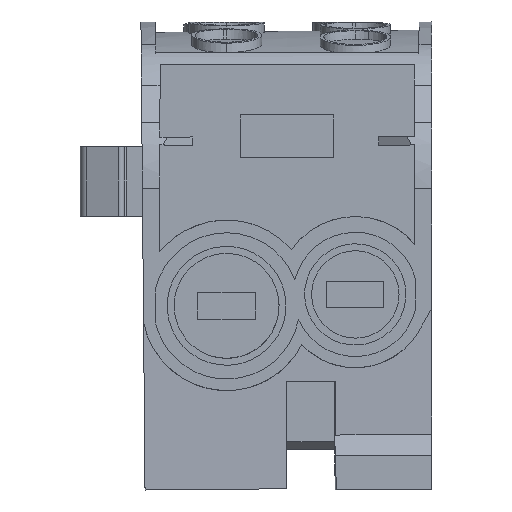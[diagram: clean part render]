
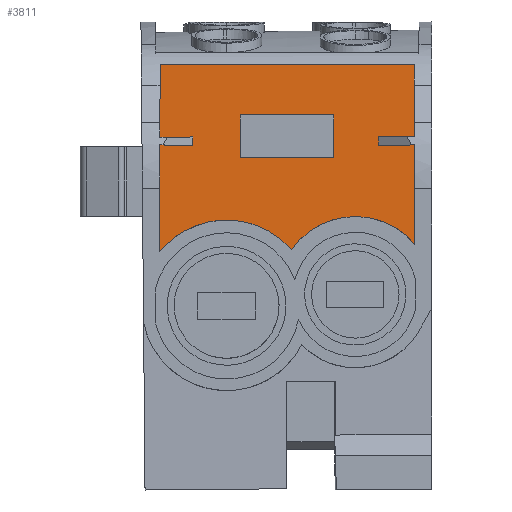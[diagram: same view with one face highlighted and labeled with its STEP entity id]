
A CAD part, front view. The second image highlights one B-rep face of the part: STEP entity #3811.
In plain terms, the highlighted planar face has unit normal (0, -1, 0).
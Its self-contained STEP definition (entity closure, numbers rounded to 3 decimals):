
#1475=AXIS2_PLACEMENT_3D('Circle Axis2P3D',#1473,#1474,$) ;
#1499=AXIS2_PLACEMENT_3D('Circle Axis2P3D',#1497,#1498,$) ;
#1524=AXIS2_PLACEMENT_3D('Circle Axis2P3D',#1522,#1523,$) ;
#3676=AXIS2_PLACEMENT_3D('Plane Axis2P3D',#3673,#3674,#3675) ;
#3680=AXIS2_PLACEMENT_3D('Circle Axis2P3D',#3678,#3679,$) ;
#1320=CARTESIAN_POINT('Line Origine',(40.,9.55,35.103)) ;
#1324=CARTESIAN_POINT('Vertex',(40.,9.55,31.003)) ;
#1326=CARTESIAN_POINT('Vertex',(40.,9.55,39.203)) ;
#1432=CARTESIAN_POINT('Vertex',(38.055,9.55,31.003)) ;
#1435=CARTESIAN_POINT('Line Origine',(38.055,9.55,29.494)) ;
#1439=CARTESIAN_POINT('Vertex',(38.055,9.55,27.986)) ;
#1470=CARTESIAN_POINT('Vertex',(24.039,9.55,27.33)) ;
#1473=CARTESIAN_POINT('Axis2P3D Location',(31.3,9.55,22.253)) ;
#1494=CARTESIAN_POINT('Vertex',(9.061,9.55,27.09)) ;
#1497=CARTESIAN_POINT('Axis2P3D Location',(16.65,9.55,20.953)) ;
#1522=CARTESIAN_POINT('Axis2P3D Location',(1616.117,9.55,34.332)) ;
#1526=CARTESIAN_POINT('Vertex',(9.053,9.55,39.26)) ;
#3673=CARTESIAN_POINT('Axis2P3D Location',(7.1,9.55,5.503)) ;
#3678=CARTESIAN_POINT('Axis2P3D Location',(-1571.941,9.55,34.323)) ;
#3682=CARTESIAN_POINT('Vertex',(38.048,9.55,39.203)) ;
#3684=CARTESIAN_POINT('Vertex',(38.047,9.55,39.26)) ;
#3687=CARTESIAN_POINT('Line Origine',(36.004,9.55,39.247)) ;
#3691=CARTESIAN_POINT('Vertex',(33.96,9.55,39.235)) ;
#3694=CARTESIAN_POINT('Line Origine',(33.96,9.55,39.713)) ;
#3698=CARTESIAN_POINT('Vertex',(33.96,9.55,40.192)) ;
#3701=CARTESIAN_POINT('Line Origine',(36.003,9.55,40.192)) ;
#3705=CARTESIAN_POINT('Vertex',(38.045,9.55,40.192)) ;
#3708=CARTESIAN_POINT('Line Origine',(38.024,9.55,44.33)) ;
#3712=CARTESIAN_POINT('Vertex',(38.003,9.55,48.468)) ;
#3715=CARTESIAN_POINT('Line Origine',(23.55,9.55,48.468)) ;
#3719=CARTESIAN_POINT('Vertex',(9.097,9.55,48.468)) ;
#3722=CARTESIAN_POINT('Line Origine',(9.076,9.55,44.307)) ;
#3726=CARTESIAN_POINT('Vertex',(9.055,9.55,40.145)) ;
#3729=CARTESIAN_POINT('Line Origine',(10.934,9.55,40.157)) ;
#3733=CARTESIAN_POINT('Vertex',(12.814,9.55,40.168)) ;
#3736=CARTESIAN_POINT('Line Origine',(12.814,9.55,39.703)) ;
#3740=CARTESIAN_POINT('Vertex',(12.814,9.55,39.237)) ;
#3743=CARTESIAN_POINT('Line Origine',(10.933,9.55,39.248)) ;
#3748=CARTESIAN_POINT('Line Origine',(39.028,9.55,31.003)) ;
#3753=CARTESIAN_POINT('Line Origine',(39.024,9.55,39.203)) ;
#3777=CARTESIAN_POINT('Line Origine',(23.55,9.55,37.828)) ;
#3781=CARTESIAN_POINT('Vertex',(18.225,9.55,37.828)) ;
#3783=CARTESIAN_POINT('Vertex',(28.875,9.55,37.828)) ;
#3786=CARTESIAN_POINT('Line Origine',(18.225,9.55,40.252)) ;
#3790=CARTESIAN_POINT('Vertex',(18.226,9.55,42.677)) ;
#3793=CARTESIAN_POINT('Line Origine',(23.55,9.55,42.677)) ;
#3797=CARTESIAN_POINT('Vertex',(28.874,9.55,42.677)) ;
#3800=CARTESIAN_POINT('Line Origine',(28.875,9.55,40.252)) ;
#1321=DIRECTION('Vector Direction',(0.,0.,1.)) ;
#1436=DIRECTION('Vector Direction',(0.,0.,-1.)) ;
#1474=DIRECTION('Axis2P3D Direction',(0.,-1.,0.)) ;
#1498=DIRECTION('Axis2P3D Direction',(0.,-1.,0.)) ;
#1523=DIRECTION('Axis2P3D Direction',(0.,-1.,0.)) ;
#3674=DIRECTION('Axis2P3D Direction',(0.,-1.,0.)) ;
#3675=DIRECTION('Axis2P3D XDirection',(0.,0.,-1.)) ;
#3679=DIRECTION('Axis2P3D Direction',(0.,-1.,0.)) ;
#3688=DIRECTION('Vector Direction',(1.,0.,0.006)) ;
#3695=DIRECTION('Vector Direction',(0.,0.,-1.)) ;
#3702=DIRECTION('Vector Direction',(-1.,0.,0.)) ;
#3709=DIRECTION('Vector Direction',(-0.005,0.,1.)) ;
#3716=DIRECTION('Vector Direction',(-1.,0.,0.)) ;
#3723=DIRECTION('Vector Direction',(-0.005,0.,-1.)) ;
#3730=DIRECTION('Vector Direction',(1.,0.,0.006)) ;
#3737=DIRECTION('Vector Direction',(0.,0.,-1.)) ;
#3744=DIRECTION('Vector Direction',(1.,0.,-0.006)) ;
#3749=DIRECTION('Vector Direction',(-1.,0.,0.)) ;
#3754=DIRECTION('Vector Direction',(-1.,0.,0.)) ;
#3778=DIRECTION('Vector Direction',(1.,0.,0.)) ;
#3787=DIRECTION('Vector Direction',(0.,0.,-1.)) ;
#3794=DIRECTION('Vector Direction',(-1.,0.,0.)) ;
#3801=DIRECTION('Vector Direction',(0.,0.,1.)) ;
#1322=VECTOR('Line Direction',#1321,1.) ;
#1437=VECTOR('Line Direction',#1436,1.) ;
#3689=VECTOR('Line Direction',#3688,1.) ;
#3696=VECTOR('Line Direction',#3695,1.) ;
#3703=VECTOR('Line Direction',#3702,1.) ;
#3710=VECTOR('Line Direction',#3709,1.) ;
#3717=VECTOR('Line Direction',#3716,1.) ;
#3724=VECTOR('Line Direction',#3723,1.) ;
#3731=VECTOR('Line Direction',#3730,1.) ;
#3738=VECTOR('Line Direction',#3737,1.) ;
#3745=VECTOR('Line Direction',#3744,1.) ;
#3750=VECTOR('Line Direction',#3749,1.) ;
#3755=VECTOR('Line Direction',#3754,1.) ;
#3779=VECTOR('Line Direction',#3778,1.) ;
#3788=VECTOR('Line Direction',#3787,1.) ;
#3795=VECTOR('Line Direction',#3794,1.) ;
#3802=VECTOR('Line Direction',#3801,1.) ;
#3759=ORIENTED_EDGE('',*,*,#3686,.T.) ;
#3760=ORIENTED_EDGE('',*,*,#3693,.F.) ;
#3761=ORIENTED_EDGE('',*,*,#3700,.F.) ;
#3762=ORIENTED_EDGE('',*,*,#3707,.F.) ;
#3763=ORIENTED_EDGE('',*,*,#3714,.T.) ;
#3764=ORIENTED_EDGE('',*,*,#3721,.T.) ;
#3765=ORIENTED_EDGE('',*,*,#3728,.T.) ;
#3766=ORIENTED_EDGE('',*,*,#3735,.T.) ;
#3767=ORIENTED_EDGE('',*,*,#3742,.T.) ;
#3768=ORIENTED_EDGE('',*,*,#3747,.F.) ;
#3769=ORIENTED_EDGE('',*,*,#1528,.T.) ;
#3770=ORIENTED_EDGE('',*,*,#1501,.F.) ;
#3771=ORIENTED_EDGE('',*,*,#1477,.F.) ;
#3772=ORIENTED_EDGE('',*,*,#1441,.F.) ;
#3773=ORIENTED_EDGE('',*,*,#3752,.F.) ;
#3774=ORIENTED_EDGE('',*,*,#1328,.T.) ;
#3775=ORIENTED_EDGE('',*,*,#3757,.T.) ;
#3806=ORIENTED_EDGE('',*,*,#3785,.F.) ;
#3807=ORIENTED_EDGE('',*,*,#3792,.F.) ;
#3808=ORIENTED_EDGE('',*,*,#3799,.F.) ;
#3809=ORIENTED_EDGE('',*,*,#3804,.F.) ;
#3810=FACE_BOUND('',#3805,.T.) ;
#3811=ADVANCED_FACE('Koerper.2',(#3776,#3810),#3677,.T.) ;
#1476=CIRCLE('generated circle',#1475,8.86) ;
#1500=CIRCLE('generated circle',#1499,9.76) ;
#1525=CIRCLE('generated circle',#1524,1607.072) ;
#3681=CIRCLE('generated circle',#3680,1609.996) ;
#1328=EDGE_CURVE('',#1325,#1327,#1323,.T.) ;
#1441=EDGE_CURVE('',#1433,#1440,#1438,.T.) ;
#1477=EDGE_CURVE('',#1440,#1471,#1476,.T.) ;
#1501=EDGE_CURVE('',#1471,#1495,#1500,.T.) ;
#1528=EDGE_CURVE('',#1527,#1495,#1525,.T.) ;
#3686=EDGE_CURVE('',#3683,#3685,#3681,.T.) ;
#3693=EDGE_CURVE('',#3692,#3685,#3690,.T.) ;
#3700=EDGE_CURVE('',#3699,#3692,#3697,.T.) ;
#3707=EDGE_CURVE('',#3706,#3699,#3704,.T.) ;
#3714=EDGE_CURVE('',#3706,#3713,#3711,.T.) ;
#3721=EDGE_CURVE('',#3713,#3720,#3718,.T.) ;
#3728=EDGE_CURVE('',#3720,#3727,#3725,.T.) ;
#3735=EDGE_CURVE('',#3727,#3734,#3732,.T.) ;
#3742=EDGE_CURVE('',#3734,#3741,#3739,.T.) ;
#3747=EDGE_CURVE('',#1527,#3741,#3746,.T.) ;
#3752=EDGE_CURVE('',#1325,#1433,#3751,.T.) ;
#3757=EDGE_CURVE('',#1327,#3683,#3756,.T.) ;
#3785=EDGE_CURVE('',#3782,#3784,#3780,.T.) ;
#3792=EDGE_CURVE('',#3791,#3782,#3789,.T.) ;
#3799=EDGE_CURVE('',#3798,#3791,#3796,.T.) ;
#3804=EDGE_CURVE('',#3784,#3798,#3803,.T.) ;
#3758=EDGE_LOOP('',(#3759,#3760,#3761,#3762,#3763,#3764,#3765,#3766,#3767,#3768,#3769,#3770,#3771,#3772,#3773,#3774,#3775)) ;
#3805=EDGE_LOOP('',(#3806,#3807,#3808,#3809)) ;
#3776=FACE_OUTER_BOUND('',#3758,.T.) ;
#1323=LINE('Line',#1320,#1322) ;
#1438=LINE('Line',#1435,#1437) ;
#3690=LINE('Line',#3687,#3689) ;
#3697=LINE('Line',#3694,#3696) ;
#3704=LINE('Line',#3701,#3703) ;
#3711=LINE('Line',#3708,#3710) ;
#3718=LINE('Line',#3715,#3717) ;
#3725=LINE('Line',#3722,#3724) ;
#3732=LINE('Line',#3729,#3731) ;
#3739=LINE('Line',#3736,#3738) ;
#3746=LINE('Line',#3743,#3745) ;
#3751=LINE('Line',#3748,#3750) ;
#3756=LINE('Line',#3753,#3755) ;
#3780=LINE('Line',#3777,#3779) ;
#3789=LINE('Line',#3786,#3788) ;
#3796=LINE('Line',#3793,#3795) ;
#3803=LINE('Line',#3800,#3802) ;
#3677=PLANE('',#3676) ;
#1325=VERTEX_POINT('',#1324) ;
#1327=VERTEX_POINT('',#1326) ;
#1433=VERTEX_POINT('',#1432) ;
#1440=VERTEX_POINT('',#1439) ;
#1471=VERTEX_POINT('',#1470) ;
#1495=VERTEX_POINT('',#1494) ;
#1527=VERTEX_POINT('',#1526) ;
#3683=VERTEX_POINT('',#3682) ;
#3685=VERTEX_POINT('',#3684) ;
#3692=VERTEX_POINT('',#3691) ;
#3699=VERTEX_POINT('',#3698) ;
#3706=VERTEX_POINT('',#3705) ;
#3713=VERTEX_POINT('',#3712) ;
#3720=VERTEX_POINT('',#3719) ;
#3727=VERTEX_POINT('',#3726) ;
#3734=VERTEX_POINT('',#3733) ;
#3741=VERTEX_POINT('',#3740) ;
#3782=VERTEX_POINT('',#3781) ;
#3784=VERTEX_POINT('',#3783) ;
#3791=VERTEX_POINT('',#3790) ;
#3798=VERTEX_POINT('',#3797) ;
